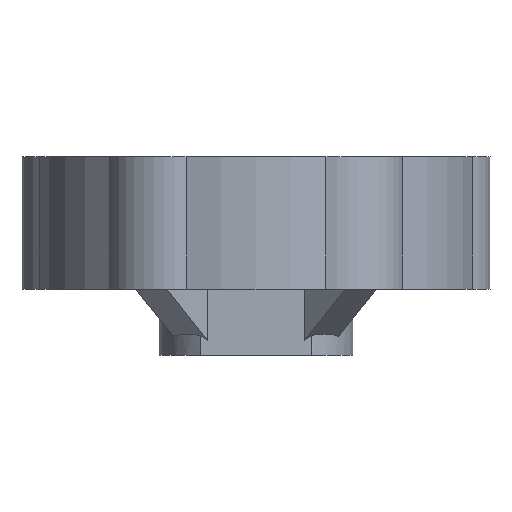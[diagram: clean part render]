
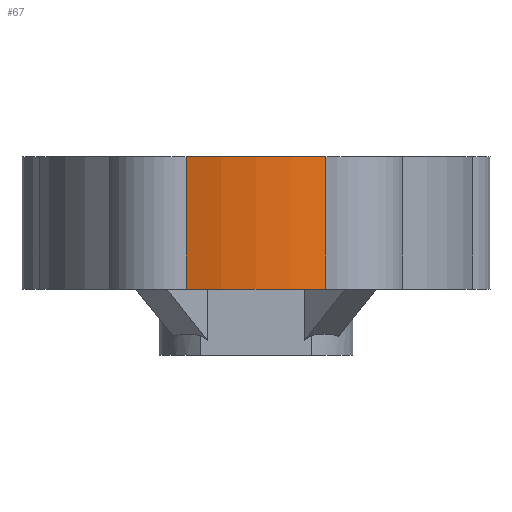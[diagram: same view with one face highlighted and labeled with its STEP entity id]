
A CAD part, left-side view. The second image highlights one B-rep face of the part: STEP entity #67.
In plain terms, the highlighted cylindrical face has radius 10 mm (diameter 20 mm), a partial arc.
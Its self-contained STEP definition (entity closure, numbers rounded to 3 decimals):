
#67=ADVANCED_FACE('',(#238),#240,.T.);
#238=FACE_BOUND('',#239,.T.);
#239=EDGE_LOOP('',(#851,#852,#853,#854));
#240=CYLINDRICAL_SURFACE('',#241,10.);
#241=AXIS2_PLACEMENT_3D('',#242,#243,#244);
#242=CARTESIAN_POINT('',(-15.47,92.376,62.85));
#243=DIRECTION('',(0.,0.,-1.));
#244=DIRECTION('',(-0.949,-0.317,0.));
#851=ORIENTED_EDGE('',*,*,#1279,.T.);
#852=ORIENTED_EDGE('',*,*,#1311,.F.);
#853=ORIENTED_EDGE('',*,*,#1308,.T.);
#854=ORIENTED_EDGE('',*,*,#1312,.F.);
#1279=EDGE_CURVE('',#1526,#1524,#1527,.T.);
#1308=EDGE_CURVE('',#1574,#1575,#1576,.T.);
#1311=EDGE_CURVE('',#1574,#1524,#1579,.T.);
#1312=EDGE_CURVE('',#1526,#1575,#1580,.T.);
#1524=VERTEX_POINT('',#1982);
#1526=VERTEX_POINT('',#1987);
#1527=LINE('',#1988,#1989);
#1574=VERTEX_POINT('',#2112);
#1575=VERTEX_POINT('',#2113);
#1576=LINE('',#2114,#2115);
#1579=CIRCLE('',#2125,10.);
#1580=CIRCLE('',#2129,10.);
#1982=CARTESIAN_POINT('',(-24.956,95.543,58.85));
#1987=CARTESIAN_POINT('',(-24.956,95.543,64.85));
#1988=CARTESIAN_POINT('',(-24.956,95.543,64.85));
#1989=VECTOR('',#1990,1.);
#1990=DIRECTION('',(0.,0.,-1.));
#2112=CARTESIAN_POINT('',(-24.956,89.209,58.85));
#2113=CARTESIAN_POINT('',(-24.956,89.209,64.85));
#2114=CARTESIAN_POINT('',(-24.956,89.209,58.85));
#2115=VECTOR('',#2116,1.);
#2116=DIRECTION('',(0.,0.,1.));
#2125=AXIS2_PLACEMENT_3D('',#2126,#2127,#2128);
#2126=CARTESIAN_POINT('',(-15.47,92.376,58.85));
#2127=DIRECTION('',(0.,0.,-1.));
#2128=DIRECTION('',(-0.949,-0.317,0.));
#2129=AXIS2_PLACEMENT_3D('',#2130,#2131,#2132);
#2130=CARTESIAN_POINT('',(-15.47,92.376,64.85));
#2131=DIRECTION('',(0.,0.,1.));
#2132=DIRECTION('',(-0.949,0.317,0.));
